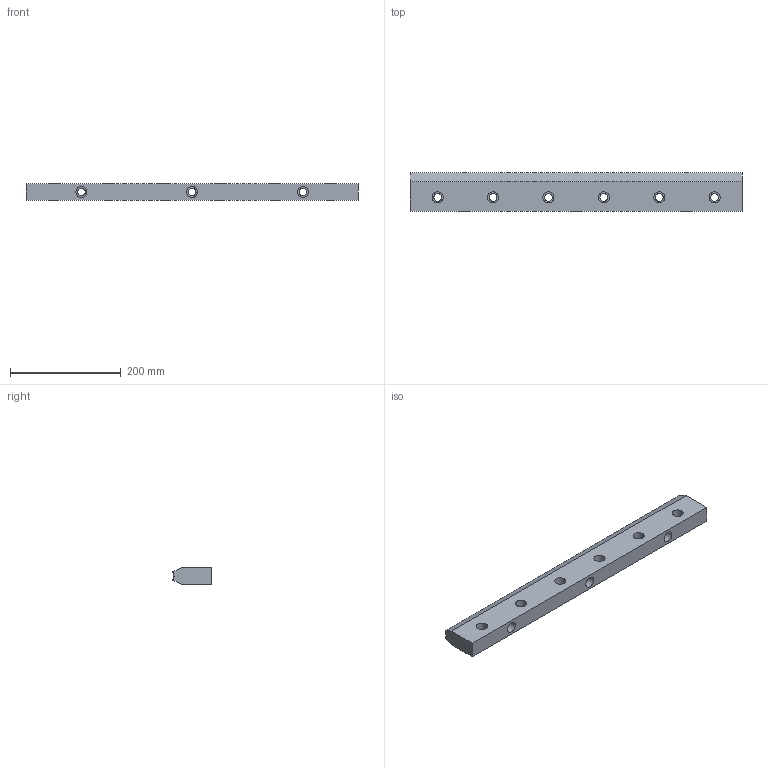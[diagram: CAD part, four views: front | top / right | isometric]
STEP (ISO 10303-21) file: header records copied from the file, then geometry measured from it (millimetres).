
FILE_DESCRIPTION( ( 'STEP AP214' ), '1' );
FILE_NAME( 'WUF-40_2_14a.stp', ' ', ( ' ' ), ( ' ' ), 'PSStep 15.0.47', 'PARTsolutions', ' ' );
FILE_SCHEMA( ( 'AUTOMOTIVE_DESIGN { 1 0 10303 214 1 1 1 1 }' ) );
Length unit declared in the file: millimetre
Products named in the file (1): HI_WUF-40
Bounding box: 599.5 x 69.46 x 30 mm (x, y, z)
Volume: 1082639.3 mm3; surface area: 133626.1 mm2
Topology: 1 solids, 1 shells, 36 faces, 84 edges, 56 vertices
Faces by surface type: plane 18, cylinder 18
Full cylindrical faces by diameter (mm): 14 x9, 20 x9
Entity records: 1270 total; most frequent: DIRECTION 176, CARTESIAN_POINT 153, ORIENTED_EDGE 126, EDGE_LOOP 78, AXIS2_PLACEMENT_3D 76, EDGE_CURVE 63, FACE_OUTER_BOUND 54, VERTEX_POINT 53
